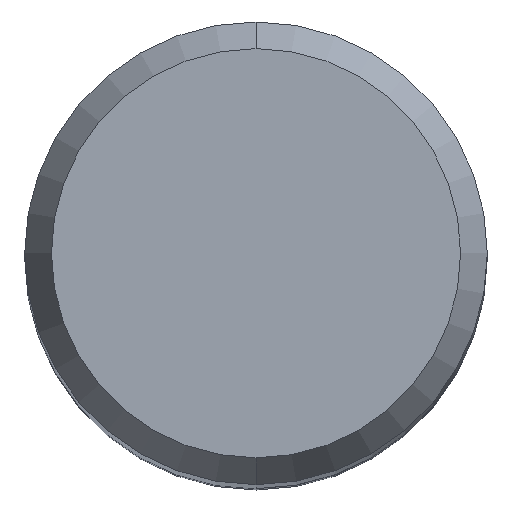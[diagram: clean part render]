
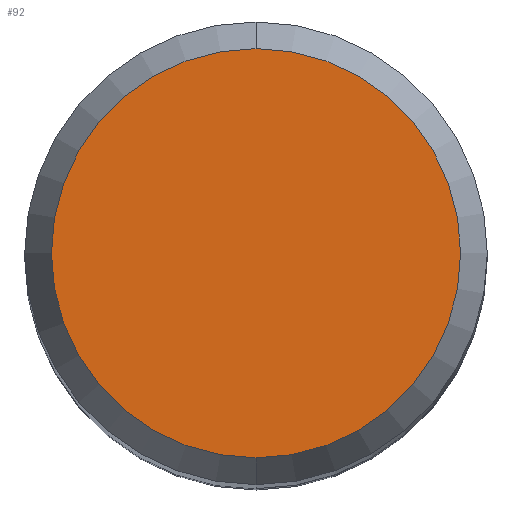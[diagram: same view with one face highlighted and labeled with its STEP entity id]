
A CAD part, top view. The second image highlights one B-rep face of the part: STEP entity #92.
In plain terms, the highlighted planar face has unit normal (0, 0, 1).
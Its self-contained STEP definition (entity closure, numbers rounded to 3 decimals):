
#92=ADVANCED_FACE('',(#229),#230,.T.);
#134=VERTEX_POINT('',#279);
#160=EDGE_CURVE('',#134,#182,#309,.T.);
#182=VERTEX_POINT('',#334);
#208=EDGE_CURVE('',#182,#134,#361,.T.);
#229=FACE_OUTER_BOUND('',#374,.T.);
#230=PLANE('',#375);
#279=CARTESIAN_POINT('',(0.,-3.538,0.0));
#309=CIRCLE('',#475,3.538);
#334=CARTESIAN_POINT('',(0.0,3.538,0.0));
#361=CIRCLE('',#540,3.538);
#374=EDGE_LOOP('',(#543,#544));
#375=AXIS2_PLACEMENT_3D('',#545,#546,#547);
#475=AXIS2_PLACEMENT_3D('',#659,#660,#661);
#540=AXIS2_PLACEMENT_3D('',#711,#712,#713);
#543=ORIENTED_EDGE('',*,*,#208,.F.);
#544=ORIENTED_EDGE('',*,*,#160,.F.);
#545=CARTESIAN_POINT('',(0.0,1.769,0.0));
#546=DIRECTION('',(-0.0,0.0,1.0));
#547=DIRECTION('',(0.0,-1.0,0.0));
#659=CARTESIAN_POINT('',(0.0,0.0,0.0));
#660=DIRECTION('',(0.0,0.0,-1.0));
#661=DIRECTION('',(0.0,1.0,0.0));
#711=CARTESIAN_POINT('',(0.0,0.0,0.0));
#712=DIRECTION('',(0.0,0.0,-1.0));
#713=DIRECTION('',(0.0,1.0,0.0));
